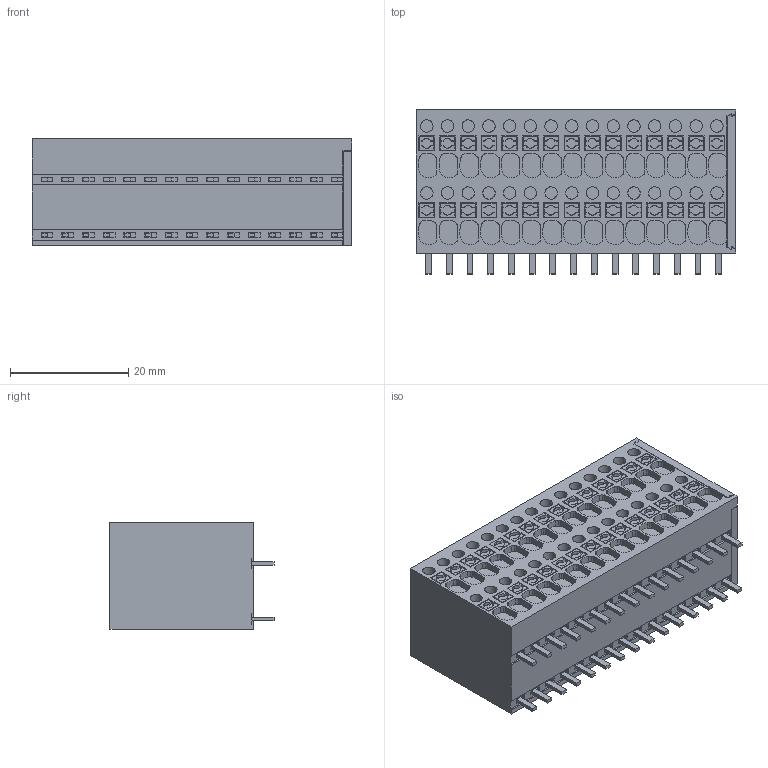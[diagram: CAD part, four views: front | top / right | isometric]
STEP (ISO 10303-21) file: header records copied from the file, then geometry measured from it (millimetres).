
FILE_DESCRIPTION(('CATIA V5R24 STEP','CAx-IF Rec.Pracs.--- Model Styling and Organization---1.2---2011-12-15'),'2;1');
FILE_NAME ('D1461295_0_2001070000_2001070000.stp','2017-04-11T08:50:31+00:00',('none'),('Weidmueller'),'CATIA Version 5-6 Release 2014 SP4 HF52','CATIA V5 STEP AP214','none');
FILE_SCHEMA(('AUTOMOTIVE_DESIGN { 1 0 10303 214 1 1 1 1 }'));
Length unit declared in the file: millimetre
Products named in the file (1): 2001070000_S
Bounding box: 54 x 27.7 x 18 mm (x, y, z)
Volume: 22760.8 mm3; surface area: 8753.7 mm2
Topology: 61 solids, 61 shells, 1436 faces, 3622 edges, 2420 vertices
Faces by surface type: plane 1076, cylinder 240, cone 120
Entity records: 43254 total; most frequent: CARTESIAN_POINT 10123, ORIENTED_EDGE 7244, DIRECTION 5342, EDGE_CURVE 3622, VECTOR 2782, LINE 2782, VERTEX_POINT 2420, EDGE_LOOP 1552
